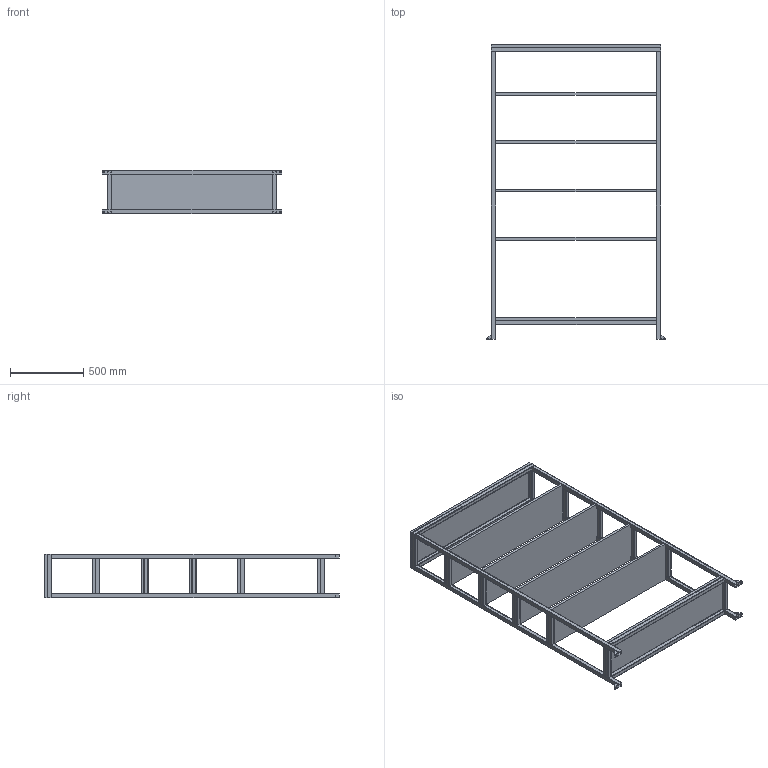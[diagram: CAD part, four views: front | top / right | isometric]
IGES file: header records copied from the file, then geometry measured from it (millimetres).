
Start section: SolidWorks IGES file using analytic representation for surfaces
Global section: file name: bucket storage.IGS; native system: SolidWorks 2016; preprocessor: SolidWorks 2016; author: Jerry; date: 170919.111340; units: millimetre
Bounding box: 1230 x 2018 x 300 mm (x, y, z)
Surface area: 7801945.2 mm2 (no closed solid volume)
Topology: 0 solids, 0 shells, 516 faces, 6192 edges, 6192 vertices
Faces by surface type: bspline 316, revolution 200
